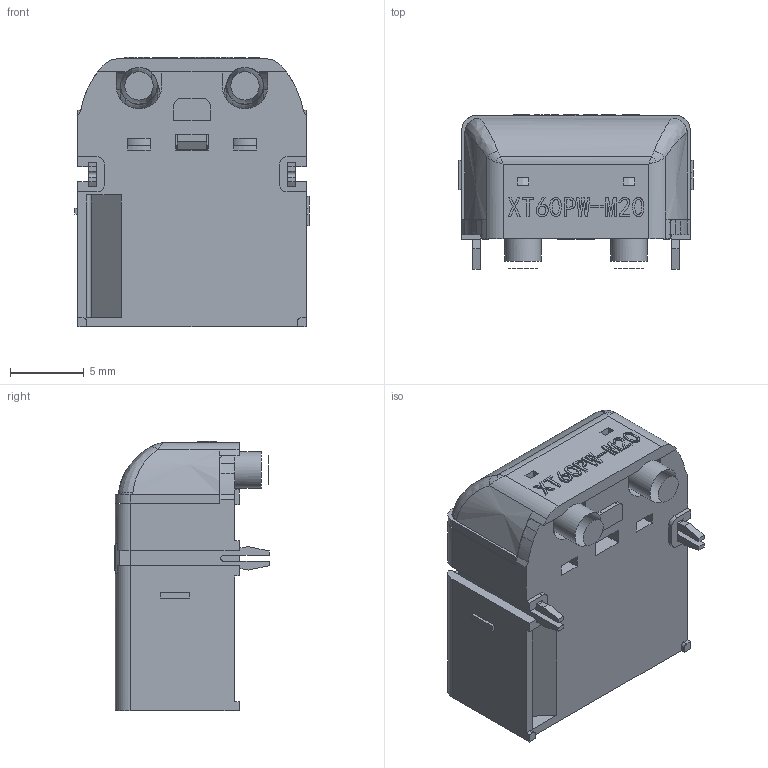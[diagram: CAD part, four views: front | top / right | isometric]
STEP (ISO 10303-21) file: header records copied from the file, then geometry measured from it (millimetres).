
FILE_DESCRIPTION(/* description */ (''),/* implementation_level */ '2;1');
FILE_NAME(/* name */ 'XT60PW-M.step',/* time_stamp */ '2023-12-19T13:31:13+01:00',/* author */ (''),/* organization */ (''),/* preprocessor_version */ 'ST-DEVELOPER v20',/* originating_system */ 'Autodesk Translation Framework v12.9.0.99',/* authorisation */ '');
FILE_SCHEMA (('AUTOMOTIVE_DESIGN { 1 0 10303 214 3 1 1 }'));
Length unit declared in the file: millimetre
Products named in the file (7): (Unsaved); ASM0011_ASM; XT60____-8______-UL-21156; XT60____-8____-21157; XT60____-8________; XT60PW-M20____-8-UL; XT60-PW-F
Assembly tree (8 placements, depth 3):
  (Unsaved)
    ASM0011_ASM
      XT60____-8______-UL-21156
      XT60____-8____-21157  x2
      XT60____-8________  x2
      XT60PW-M20____-8-UL
    XT60-PW-F
Bounding box: 15.9 x 10.5 x 18.3 mm (x, y, z)
Volume: 1174.9 mm3; surface area: 2947.9 mm2
Topology: 6 solids, 8 shells, 653 faces, 1758 edges, 1154 vertices
Faces by surface type: plane 432, cylinder 121, bspline 88, cone 12
Full cylindrical faces by diameter (mm): 0.478 x1, 0.96 x1, 1.211 x1, 1.5 x2, 2.5 x4, 4.1 x2, 4.2 x6
Entity records: 24789 total; most frequent: CARTESIAN_POINT 9882, ORIENTED_EDGE 3216, DIRECTION 2766, EDGE_CURVE 1608, LINE 1166, VECTOR 1166, VERTEX_POINT 1056, AXIS2_PLACEMENT_3D 800
